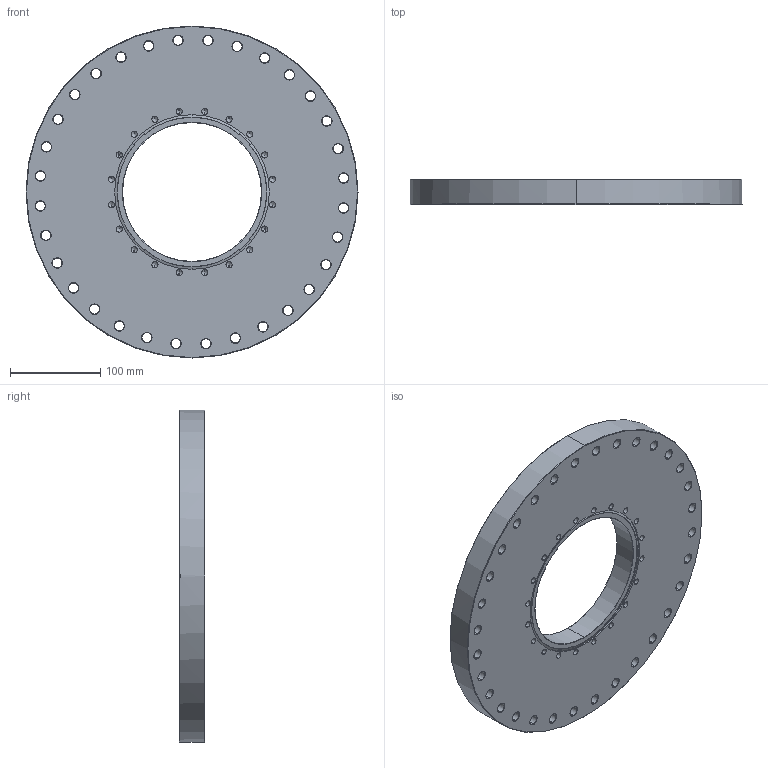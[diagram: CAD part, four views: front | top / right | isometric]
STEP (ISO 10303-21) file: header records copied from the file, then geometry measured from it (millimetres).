
FILE_DESCRIPTION (( 'STEP AP214' ), '1' );
FILE_NAME ('Hositrad_CFA300-150D-ISO.STEP', '2017-05-09T07:26:46', ( 'Gebruiker' ), ( '' ), 'SwSTEP 2.0', 'SolidWorks 2017', '' );
FILE_SCHEMA (( 'AUTOMOTIVE_DESIGN' ));
Length unit declared in the file: millimetre
Products named in the file (1): Hositrad_CFA300-150D-ISO
Bounding box: 368.3 x 28 x 368.3 mm (x, y, z)
Volume: 2281122.3 mm3; surface area: 255827.3 mm2
Topology: 1 solids, 1 shells, 308 faces, 732 edges, 407 vertices
Faces by surface type: cone 185, cylinder 112, plane 11
Entity records: 9599 total; most frequent: DIRECTION 1683, CARTESIAN_POINT 1420, ORIENTED_EDGE 1384, EDGE_CURVE 692, AXIS2_PLACEMENT_3D 686, VERTEX_POINT 407, EDGE_LOOP 395, CIRCLE 377
